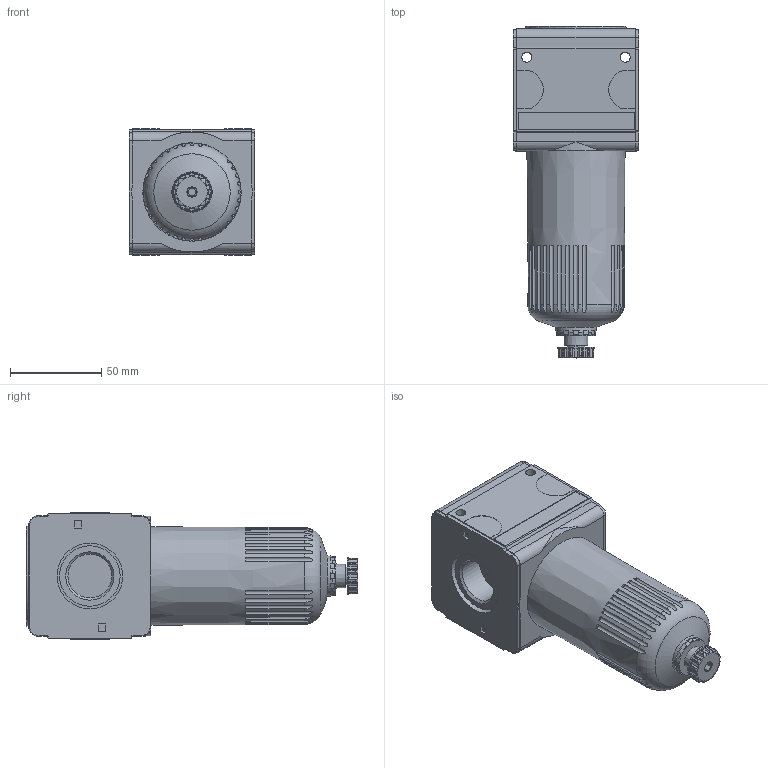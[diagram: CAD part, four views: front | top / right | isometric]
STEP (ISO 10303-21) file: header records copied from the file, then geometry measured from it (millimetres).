
FILE_DESCRIPTION( ( 'STEP AP203' ), ' ' );
FILE_NAME( '9.1334.050.stp', '2017-04-10T09:50:01', ( '' ), ( '' ), ' ', 'PARTsolutions', ' ' );
FILE_SCHEMA( ( 'CONFIG_CONTROL_DESIGN' ) );
Length unit declared in the file: millimetre
Products named in the file (3): 9.1334.050; _F 34 K-HA-00000-G; _F 34 K-HA--P1
Assembly tree (2 placements, depth 2):
  9.1334.050
    _F 34 K-HA-00000-G
    _F 34 K-HA--P1
Bounding box: 68.8 x 182 x 69.2 mm (x, y, z)
Volume: 507090.8 mm3; surface area: 55611.8 mm2
Topology: 2 solids, 2 shells, 336 faces, 927 edges, 616 vertices
Faces by surface type: plane 201, cylinder 124, cone 7, torus 3, sphere 1
Full cylindrical faces by diameter (mm): 4 x1, 5.5 x2, 9.728 x1, 20 x1, 22 x1, 24.117 x2, 28.6 x1, 33.2 x1, 33.3 x1, 36 x2, 55 x1
Entity records: 12348 total; most frequent: CARTESIAN_POINT 3885, ORIENTED_EDGE 1788, DIRECTION 1674, EDGE_CURVE 894, AXIS2_PLACEMENT_3D 618, VERTEX_POINT 607, LINE 438, VECTOR 438
